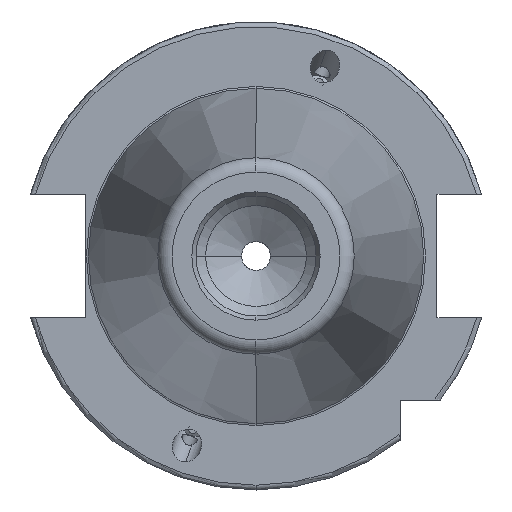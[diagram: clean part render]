
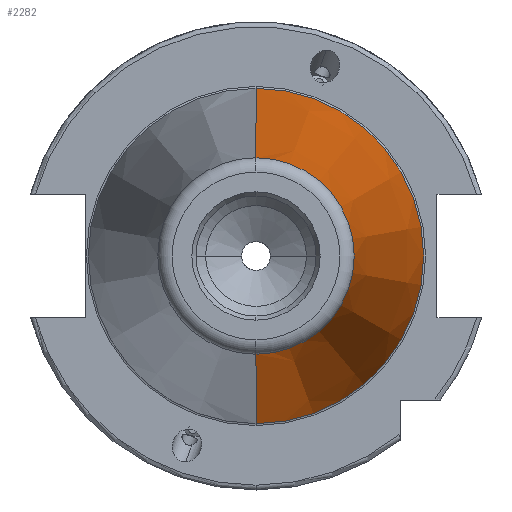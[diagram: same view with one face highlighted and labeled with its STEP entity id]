
A CAD part, left-side view. The second image highlights one B-rep face of the part: STEP entity #2282.
In plain terms, the highlighted conical face has half-angle 8.297 degrees and reference radius 34.925 mm.
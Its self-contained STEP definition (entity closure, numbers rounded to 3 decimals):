
#23 = CARTESIAN_POINT ( 'NONE',  ( -99.183, 0., -20.461 ) ) ;
#92 = CARTESIAN_POINT ( 'NONE',  ( 0., 0., 0. ) ) ;
#93 = AXIS2_PLACEMENT_3D ( 'NONE', #92, #237, #236 ) ;
#94 = CONICAL_SURFACE ( 'NONE', #93, 34.925, 0.145 ) ;
#95 = DIRECTION ( 'NONE',  ( 0., 0., -1. ) ) ;
#96 = DIRECTION ( 'NONE',  ( -1., 0., 0. ) ) ;
#118 = CARTESIAN_POINT ( 'NONE',  ( -99.183, 0., 20.461 ) ) ;
#157 = CARTESIAN_POINT ( 'NONE',  ( -99.183, 0., 0. ) ) ;
#158 = AXIS2_PLACEMENT_3D ( 'NONE', #157, #96, #95 ) ;
#159 = CIRCLE ( 'NONE', #158, 20.461 ) ;
#160 = FACE_OUTER_BOUND ( 'NONE', #2249, .T. ) ;
#212 = DIRECTION ( 'NONE',  ( 0.99, 0., -0.144 ) ) ;
#213 = VECTOR ( 'NONE', #212, 1000. ) ;
#214 = CARTESIAN_POINT ( 'NONE',  ( 0., 0., -34.925 ) ) ;
#215 = LINE ( 'NONE', #214, #213 ) ;
#236 = DIRECTION ( 'NONE',  ( 0., 0., 1. ) ) ;
#237 = DIRECTION ( 'NONE',  ( 1., 0., 0. ) ) ;
#266 = AXIS2_PLACEMENT_3D ( 'NONE', #297, #299, #298 ) ;
#297 = CARTESIAN_POINT ( 'NONE',  ( 0., 0., 0. ) ) ;
#298 = DIRECTION ( 'NONE',  ( 0., 0., -1. ) ) ;
#299 = DIRECTION ( 'NONE',  ( -1., 0., 0. ) ) ;
#334 = CIRCLE ( 'NONE', #266, 34.925 ) ;
#699 = VECTOR ( 'NONE', #723, 1000. ) ;
#717 = CARTESIAN_POINT ( 'NONE',  ( 0., 0., 34.925 ) ) ;
#718 = LINE ( 'NONE', #717, #699 ) ;
#723 = DIRECTION ( 'NONE',  ( 0.99, 0., 0.144 ) ) ;
#2125 = VERTEX_POINT ( 'NONE', #4231 ) ;
#2127 = VERTEX_POINT ( 'NONE', #4230 ) ;
#2249 = EDGE_LOOP ( 'NONE', ( #2279, #2315, #2314, #2313 ) ) ;
#2250 = VERTEX_POINT ( 'NONE', #23 ) ;
#2279 = ORIENTED_EDGE ( 'NONE', *, *, #2281, .F. ) ;
#2280 = EDGE_CURVE ( 'NONE', #2250, #2125, #215, .T. ) ;
#2281 = EDGE_CURVE ( 'NONE', #2250, #2316, #159, .T. ) ;
#2282 = ADVANCED_FACE ( 'NONE', ( #160 ), #94, .T. ) ;
#2313 = ORIENTED_EDGE ( 'NONE', *, *, #2489, .F. ) ;
#2314 = ORIENTED_EDGE ( 'NONE', *, *, #2328, .T. ) ;
#2315 = ORIENTED_EDGE ( 'NONE', *, *, #2280, .T. ) ;
#2316 = VERTEX_POINT ( 'NONE', #118 ) ;
#2328 = EDGE_CURVE ( 'NONE', #2125, #2127, #334, .T. ) ;
#2489 = EDGE_CURVE ( 'NONE', #2316, #2127, #718, .T. ) ;
#4230 = CARTESIAN_POINT ( 'NONE',  ( 0., 0., 34.925 ) ) ;
#4231 = CARTESIAN_POINT ( 'NONE',  ( 0., 0., -34.925 ) ) ;
